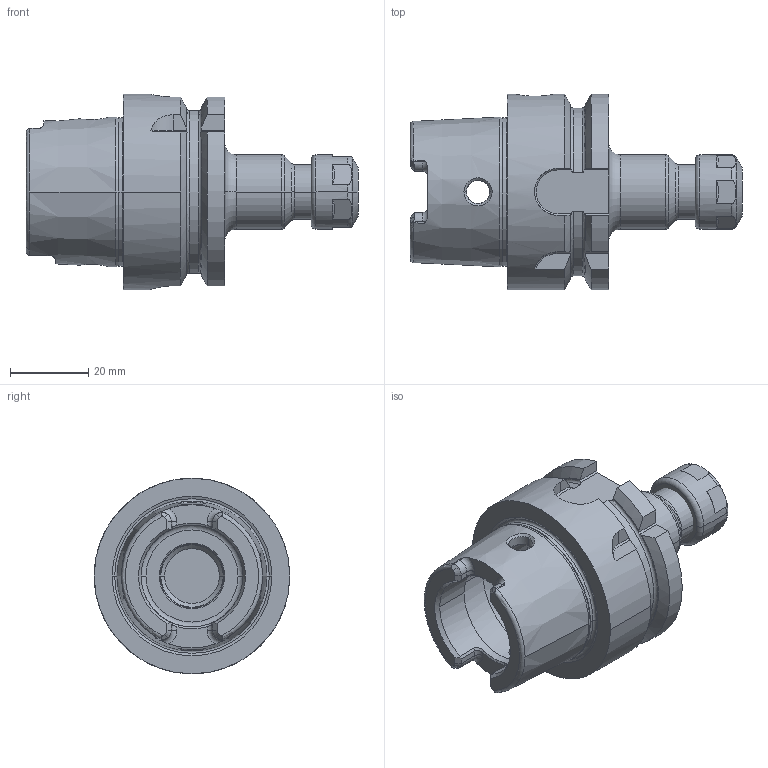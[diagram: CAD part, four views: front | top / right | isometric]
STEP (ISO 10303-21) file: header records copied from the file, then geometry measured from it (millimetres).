
FILE_DESCRIPTION((''),'2;1');
FILE_NAME('A50-025-11_ASM','2011-08-31T',('mei'),(''),'PRO/ENGINEER BY PARAMETRIC TECHNOLOGY CORPORATION, 2010430','PRO/ENGINEER BY PARAMETRIC TECHNOLOGY CORPORATION, 2010430','');
FILE_SCHEMA(('CONFIG_CONTROL_DESIGN'));
Length unit declared in the file: millimetre
Products named in the file (3): A50-025-11; 83-912-11; A50-025-11_ASM
Assembly tree (2 placements, depth 2):
  A50-025-11_ASM
    A50-025-11
    83-912-11
Bounding box: 84.9 x 50 x 50 mm (x, y, z)
Volume: 57290.5 mm3; surface area: 18265.4 mm2
Topology: 2 solids, 3 shells, 212 faces, 531 edges, 325 vertices
Faces by surface type: plane 71, cylinder 53, cone 42, torus 36, bspline 8, extrusion 2
Entity records: 7681 total; most frequent: CARTESIAN_POINT 2635, ORIENTED_EDGE 1058, DIRECTION 1030, EDGE_CURVE 531, AXIS2_PLACEMENT_3D 407, VERTEX_POINT 325, EDGE_LOOP 218, VECTOR 216
